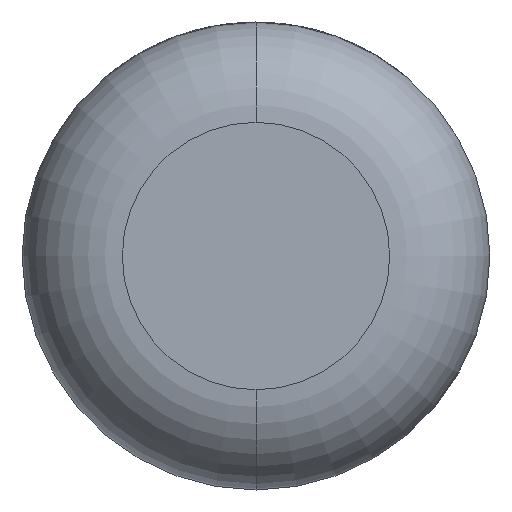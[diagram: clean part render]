
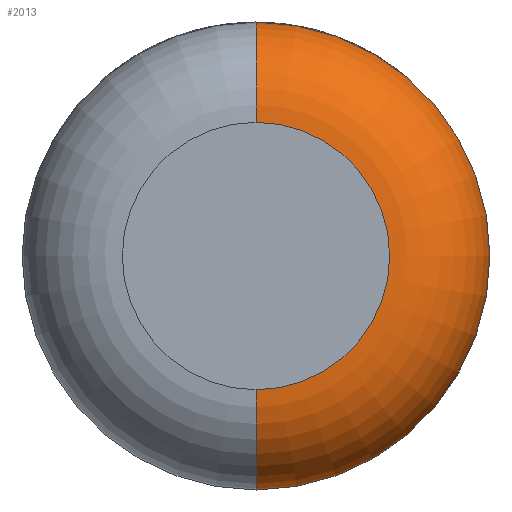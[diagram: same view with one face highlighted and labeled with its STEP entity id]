
A CAD part, front view. The second image highlights one B-rep face of the part: STEP entity #2013.
In plain terms, the highlighted toroidal (fillet/blend) face has major radius 0.2 mm and minor radius 0.15 mm.
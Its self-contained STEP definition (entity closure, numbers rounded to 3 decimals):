
#44 = VERTEX_POINT ( 'NONE', #3755 ) ;
#119 = TOROIDAL_SURFACE ( 'NONE', #2736, 0.2, 0.15 ) ;
#139 = DIRECTION ( 'NONE',  ( 0., 1., 0. ) ) ;
#179 = CARTESIAN_POINT ( 'NONE',  ( 0., -12.85, 0.2 ) ) ;
#204 = EDGE_LOOP ( 'NONE', ( #2130, #2324, #455, #3580 ) ) ;
#289 = AXIS2_PLACEMENT_3D ( 'NONE', #179, #4053, #1177 ) ;
#341 = AXIS2_PLACEMENT_3D ( 'NONE', #557, #3108, #2196 ) ;
#455 = ORIENTED_EDGE ( 'NONE', *, *, #1634, .F. ) ;
#557 = CARTESIAN_POINT ( 'NONE',  ( 0., -12.85, 0. ) ) ;
#633 = CIRCLE ( 'NONE', #341, 0.35 ) ;
#808 = DIRECTION ( 'NONE',  ( 0., 0., 1. ) ) ;
#896 = CIRCLE ( 'NONE', #3789, 0.15 ) ;
#1168 = VERTEX_POINT ( 'NONE', #1570 ) ;
#1177 = DIRECTION ( 'NONE',  ( 0., 0., 1. ) ) ;
#1320 = VERTEX_POINT ( 'NONE', #3959 ) ;
#1570 = CARTESIAN_POINT ( 'NONE',  ( 0., -13., -0.2 ) ) ;
#1634 = EDGE_CURVE ( 'Defeature ausgef�hrt1_1+Defeature ausgef�hrt1_3+Defeature ausgef�hrt1_3+Defeature ausgef�hrt1_3', #44, #3033, #633, .T. ) ;
#1846 = FACE_OUTER_BOUND ( 'NONE', #204, .T. ) ;
#1954 = CIRCLE ( 'NONE', #289, 0.15 ) ;
#2013 = ADVANCED_FACE ( 'Defeature ausgef�hrt1_3', ( #1846 ), #119, .T. ) ;
#2076 = CARTESIAN_POINT ( 'NONE',  ( 0., -12.85, 0. ) ) ;
#2110 = AXIS2_PLACEMENT_3D ( 'NONE', #4151, #3875, #4134 ) ;
#2130 = ORIENTED_EDGE ( 'NONE', *, *, #3048, .F. ) ;
#2196 = DIRECTION ( 'NONE',  ( 0., 0., 1. ) ) ;
#2324 = ORIENTED_EDGE ( 'NONE', *, *, #3962, .T. ) ;
#2736 = AXIS2_PLACEMENT_3D ( 'NONE', #2076, #139, #808 ) ;
#2807 = EDGE_CURVE ( 'NONE', #1320, #44, #1954, .T. ) ;
#2944 = DIRECTION ( 'NONE',  ( 0., 0., -1. ) ) ;
#2957 = CARTESIAN_POINT ( 'NONE',  ( 0., -12.85, -0.2 ) ) ;
#3033 = VERTEX_POINT ( 'NONE', #3547 ) ;
#3048 = EDGE_CURVE ( 'Defeature ausgef�hrt1_2+Defeature ausgef�hrt1_3+Defeature ausgef�hrt1_3+Defeature ausgef�hrt1_3', #1168, #1320, #3668, .T. ) ;
#3108 = DIRECTION ( 'NONE',  ( 0., 1., 0. ) ) ;
#3547 = CARTESIAN_POINT ( 'NONE',  ( 0., -12.85, -0.35 ) ) ;
#3580 = ORIENTED_EDGE ( 'NONE', *, *, #2807, .F. ) ;
#3668 = CIRCLE ( 'NONE', #2110, 0.2 ) ;
#3755 = CARTESIAN_POINT ( 'NONE',  ( 0., -12.85, 0.35 ) ) ;
#3789 = AXIS2_PLACEMENT_3D ( 'NONE', #2957, #3895, #2944 ) ;
#3875 = DIRECTION ( 'NONE',  ( 0., -1., 0. ) ) ;
#3895 = DIRECTION ( 'NONE',  ( 1., 0., 0. ) ) ;
#3959 = CARTESIAN_POINT ( 'NONE',  ( 0., -13., 0.2 ) ) ;
#3962 = EDGE_CURVE ( 'NONE', #1168, #3033, #896, .T. ) ;
#4053 = DIRECTION ( 'NONE',  ( -1., 0., 0. ) ) ;
#4134 = DIRECTION ( 'NONE',  ( 0., 0., 1. ) ) ;
#4151 = CARTESIAN_POINT ( 'NONE',  ( 0., -13., 0. ) ) ;
